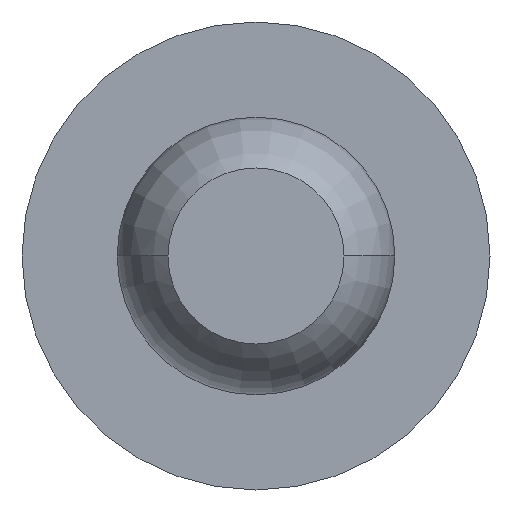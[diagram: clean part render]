
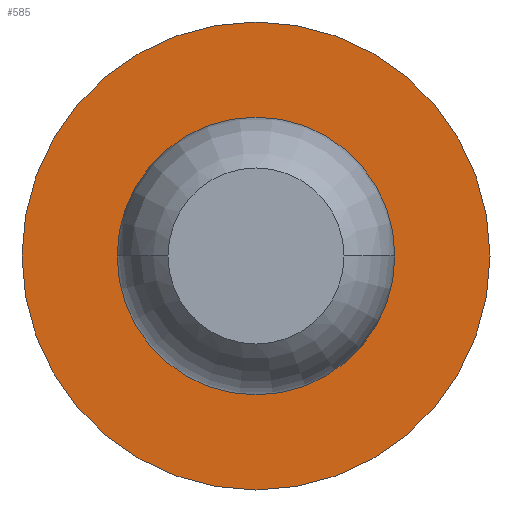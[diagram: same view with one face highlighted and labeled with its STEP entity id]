
A CAD part, front view. The second image highlights one B-rep face of the part: STEP entity #585.
In plain terms, the highlighted planar face has unit normal (0, -1, 0).
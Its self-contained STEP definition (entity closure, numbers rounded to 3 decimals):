
#52 = AXIS2_PLACEMENT_3D ( 'NONE', #1507, #2100, #317 ) ;
#56 = DIRECTION ( 'NONE',  ( -1., 0., 0. ) ) ;
#314 = CIRCLE ( 'NONE', #52, 0.76 ) ;
#317 = DIRECTION ( 'NONE',  ( -1., 0., 0. ) ) ;
#323 = CARTESIAN_POINT ( 'NONE',  ( 0., 6.4, 0. ) ) ;
#355 = EDGE_CURVE ( 'Defeature ausgef�hrt1_8+Defeature ausgef�hrt1_7+Defeature ausgef�hrt1_7+Defeature ausgef�hrt1_7', #2268, #2129, #3171, .T. ) ;
#370 = DIRECTION ( 'NONE',  ( -1., 0., 0. ) ) ;
#585 = ADVANCED_FACE ( 'Defeature ausgef�hrt1_8', ( #1466, #2517 ), #1589, .T. ) ;
#624 = EDGE_LOOP ( 'NONE', ( #3295, #736 ) ) ;
#683 = AXIS2_PLACEMENT_3D ( 'NONE', #2145, #3615, #922 ) ;
#736 = ORIENTED_EDGE ( 'NONE', *, *, #355, .T. ) ;
#839 = CARTESIAN_POINT ( 'NONE',  ( 0.76, 6.4, 0. ) ) ;
#914 = EDGE_CURVE ( 'Defeature ausgef�hrt1_8+Defeature ausgef�hrt1_7+Defeature ausgef�hrt1_7+Defeature ausgef�hrt1_7', #2129, #2268, #2793, .T. ) ;
#922 = DIRECTION ( 'NONE',  ( -1., 0., 0. ) ) ;
#948 = CARTESIAN_POINT ( 'NONE',  ( 1.98, 6.4, 0. ) ) ;
#1069 = CARTESIAN_POINT ( 'NONE',  ( -0.76, 6.4, 0. ) ) ;
#1232 = DIRECTION ( 'NONE',  ( 0., -1., 0. ) ) ;
#1237 = EDGE_LOOP ( 'NONE', ( #2596, #1240 ) ) ;
#1240 = ORIENTED_EDGE ( 'NONE', *, *, #3407, .F. ) ;
#1355 = AXIS2_PLACEMENT_3D ( 'NONE', #2110, #3622, #56 ) ;
#1466 = FACE_OUTER_BOUND ( 'NONE', #624, .T. ) ;
#1507 = CARTESIAN_POINT ( 'NONE',  ( 0., 6.4, 0. ) ) ;
#1523 = CIRCLE ( 'NONE', #683, 0.76 ) ;
#1569 = AXIS2_PLACEMENT_3D ( 'NONE', #323, #1232, #2108 ) ;
#1589 = PLANE ( 'NONE',  #3675 ) ;
#1678 = EDGE_CURVE ( 'Defeature ausgef�hrt1_5+Defeature ausgef�hrt1_8+Defeature ausgef�hrt1_8+Defeature ausgef�hrt1_8', #2077, #2228, #314, .T. ) ;
#2077 = VERTEX_POINT ( 'NONE', #1069 ) ;
#2100 = DIRECTION ( 'NONE',  ( 0., -1., 0. ) ) ;
#2108 = DIRECTION ( 'NONE',  ( -1., 0., 0. ) ) ;
#2110 = CARTESIAN_POINT ( 'NONE',  ( 0., 6.4, 0. ) ) ;
#2129 = VERTEX_POINT ( 'NONE', #2577 ) ;
#2145 = CARTESIAN_POINT ( 'NONE',  ( 0., 6.4, 0. ) ) ;
#2228 = VERTEX_POINT ( 'NONE', #839 ) ;
#2268 = VERTEX_POINT ( 'NONE', #948 ) ;
#2498 = CARTESIAN_POINT ( 'NONE',  ( 0., 6.4, -0.76 ) ) ;
#2516 = DIRECTION ( 'NONE',  ( 0., -1., 0. ) ) ;
#2517 = FACE_BOUND ( 'NONE', #1237, .T. ) ;
#2577 = CARTESIAN_POINT ( 'NONE',  ( -1.98, 6.4, 0. ) ) ;
#2596 = ORIENTED_EDGE ( 'NONE', *, *, #1678, .F. ) ;
#2793 = CIRCLE ( 'NONE', #1569, 1.98 ) ;
#3171 = CIRCLE ( 'NONE', #1355, 1.98 ) ;
#3295 = ORIENTED_EDGE ( 'NONE', *, *, #914, .T. ) ;
#3407 = EDGE_CURVE ( 'Defeature ausgef�hrt1_5+Defeature ausgef�hrt1_8+Defeature ausgef�hrt1_8+Defeature ausgef�hrt1_8', #2228, #2077, #1523, .T. ) ;
#3615 = DIRECTION ( 'NONE',  ( 0., -1., 0. ) ) ;
#3622 = DIRECTION ( 'NONE',  ( 0., -1., 0. ) ) ;
#3675 = AXIS2_PLACEMENT_3D ( 'NONE', #2498, #2516, #370 ) ;
